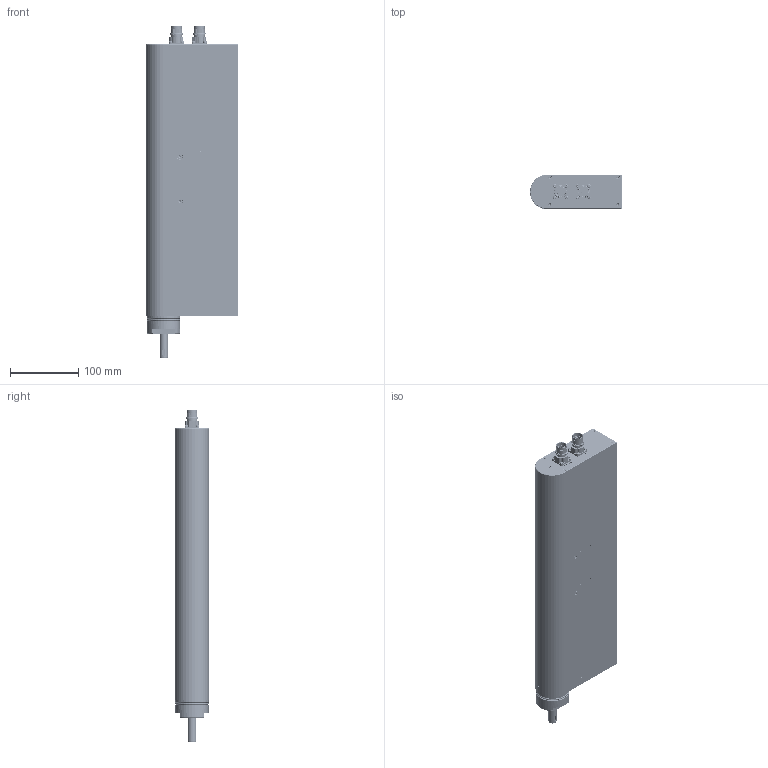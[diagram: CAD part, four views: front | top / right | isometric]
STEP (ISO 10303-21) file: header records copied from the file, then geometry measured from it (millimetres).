
FILE_DESCRIPTION (( 'STEP AP214' ), '1' );
FILE_NAME ('0186-0812_250528_PR02-52x60-R_37x120F-HP-R-100_MSxx_TS00.STEP', '2025-05-28T10:50:08', ( '' ), ( '' ), 'SwSTEP 2.0', 'SolidWorks 2024', '' );
FILE_SCHEMA (( 'AUTOMOTIVE_DESIGN' ));
Length unit declared in the file: millimetre
Products named in the file (3): RS02k-DA12_RS01k-DA244.5; Einzelteil_PR02-52x60-SSC-R_37x120F-HP-R-100_MSxx_TS00; 0186-0812_250528_PR02-52x60-R_37x120F-HP-R-100_MSxx_TS00
Assembly tree (2 placements, depth 2):
  0186-0812_250528_PR02-52x60-R_37x120F-HP-R-100_MSxx_TS00
    Einzelteil_PR02-52x60-SSC-R_37x120F-HP-R-100_MSxx_TS00
    RS02k-DA12_RS01k-DA244.5
Bounding box: 135 x 50 x 488 mm (x, y, z)
Volume: 2569652.6 mm3; surface area: 267936.3 mm2
Topology: 39 solids, 39 shells, 2799 faces, 6603 edges, 3973 vertices
Faces by surface type: cylinder 964, cone 845, plane 693, bspline 279, torus 17, sphere 1
Full cylindrical faces by diameter (mm): 1.15 x10, 1.2 x6, 1.3 x2, 2 x8, 2.05 x8, 2.5 x1, 2.7 x9, 2.8 x1, 3 x48, 3.1 x6, 3.2 x5, 3.3 x7, 3.6 x8, 4 x164, 4.2 x2, 4.7 x2, 5 x9, 5.5 x5, 5.6 x1, 6 x94, 6.4 x4, 8.4 x2, 10 x4, 10.5 x4, 12 x3, 12.5 x2, 14 x2, 14.2 x2, 14.7 x2, 15.54 x2
Entity records: 100790 total; most frequent: CARTESIAN_POINT 40961, DIRECTION 11381, ORIENTED_EDGE 10656, EDGE_CURVE 5328, AXIS2_PLACEMENT_3D 4604, VERTEX_POINT 3586, EDGE_LOOP 3560, FACE_OUTER_BOUND 2963
